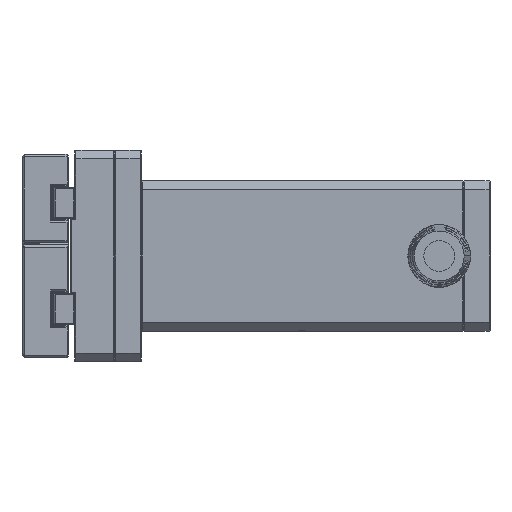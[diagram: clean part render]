
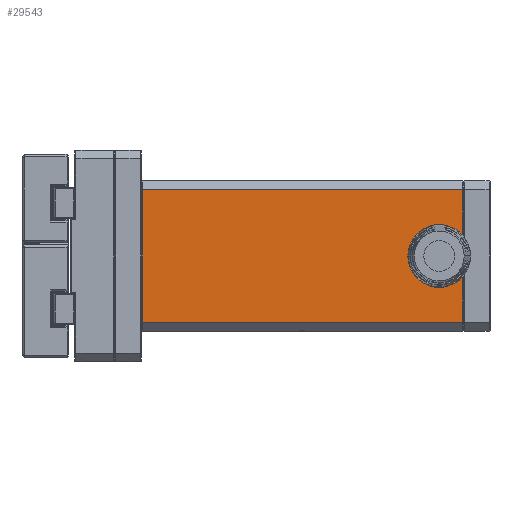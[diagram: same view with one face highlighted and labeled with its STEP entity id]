
A CAD part, left-side view. The second image highlights one B-rep face of the part: STEP entity #29543.
In plain terms, the highlighted planar face has unit normal (-1, 0, 0).
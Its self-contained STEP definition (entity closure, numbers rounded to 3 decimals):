
#108 = EDGE_CURVE ( 'NONE', #4857, #13274, #28758, .T. ) ;
#1505 = EDGE_CURVE ( 'NONE', #3783, #23684, #29378, .T. ) ;
#1520 = CARTESIAN_POINT ( 'NONE',  ( -22., 36.5, -15. ) ) ;
#1846 = DIRECTION ( 'NONE',  ( 1., 0., 0. ) ) ;
#1858 = EDGE_CURVE ( 'NONE', #9840, #3783, #21544, .T. ) ;
#3217 = AXIS2_PLACEMENT_3D ( 'NONE', #9068, #1846, #27222 ) ;
#3481 = EDGE_CURVE ( 'NONE', #13274, #9840, #28222, .T. ) ;
#3633 = LINE ( 'NONE', #1520, #18817 ) ;
#3783 = VERTEX_POINT ( 'NONE', #24570 ) ;
#3928 = DIRECTION ( 'NONE',  ( 0., 0., 1. ) ) ;
#4311 = CARTESIAN_POINT ( 'NONE',  ( -22., 36.5, -17. ) ) ;
#4857 = VERTEX_POINT ( 'NONE', #15328 ) ;
#5093 = ORIENTED_EDGE ( 'NONE', *, *, #21604, .T. ) ;
#5779 = DIRECTION ( 'NONE',  ( 0., 0., 1. ) ) ;
#6185 = CARTESIAN_POINT ( 'NONE',  ( -22., -36.3, -17. ) ) ;
#6964 = EDGE_CURVE ( 'NONE', #23684, #25770, #10709, .T. ) ;
#7624 = CARTESIAN_POINT ( 'NONE',  ( -22., 36.3, -15. ) ) ;
#7768 = ORIENTED_EDGE ( 'NONE', *, *, #1505, .T. ) ;
#8195 = CARTESIAN_POINT ( 'NONE',  ( -22., -36.3, -17. ) ) ;
#8498 = CARTESIAN_POINT ( 'NONE',  ( -22., 36.3, -15. ) ) ;
#8765 = VECTOR ( 'NONE', #29522, 1000. ) ;
#9068 = CARTESIAN_POINT ( 'NONE',  ( -22., -31., 0. ) ) ;
#9293 = VECTOR ( 'NONE', #3928, 1000. ) ;
#9328 = CARTESIAN_POINT ( 'NONE',  ( -22., 36.5, -4.7 ) ) ;
#9840 = VERTEX_POINT ( 'NONE', #21584 ) ;
#10609 = LINE ( 'NONE', #8498, #8765 ) ;
#10709 = LINE ( 'NONE', #6185, #9293 ) ;
#10773 = ORIENTED_EDGE ( 'NONE', *, *, #108, .T. ) ;
#12651 = CARTESIAN_POINT ( 'NONE',  ( -22., 36.5, 15. ) ) ;
#13205 = DIRECTION ( 'NONE',  ( 0., 0., -1. ) ) ;
#13274 = VERTEX_POINT ( 'NONE', #20403 ) ;
#14294 = CARTESIAN_POINT ( 'NONE',  ( -22., -36.3, 4.7 ) ) ;
#15119 = VECTOR ( 'NONE', #17858, 1000. ) ;
#15328 = CARTESIAN_POINT ( 'NONE',  ( -22., -36.3, -15. ) ) ;
#15769 = VECTOR ( 'NONE', #5779, 1000. ) ;
#15997 = VECTOR ( 'NONE', #23384, 1000. ) ;
#17275 = ORIENTED_EDGE ( 'NONE', *, *, #27239, .T. ) ;
#17332 = LINE ( 'NONE', #12651, #22885 ) ;
#17858 = DIRECTION ( 'NONE',  ( 0., -1., 0. ) ) ;
#17883 = DIRECTION ( 'NONE',  ( 1., 0., 0. ) ) ;
#18817 = VECTOR ( 'NONE', #19324, 1000. ) ;
#19324 = DIRECTION ( 'NONE',  ( 0., -1., 0. ) ) ;
#19902 = DIRECTION ( 'NONE',  ( 0., 1., 0. ) ) ;
#20403 = CARTESIAN_POINT ( 'NONE',  ( -22., -36.3, -4.7 ) ) ;
#20615 = EDGE_LOOP ( 'NONE', ( #7768, #23406, #5093, #21199, #17275, #10773, #24610, #26974 ) ) ;
#21199 = ORIENTED_EDGE ( 'NONE', *, *, #22572, .T. ) ;
#21544 = CIRCLE ( 'NONE', #3217, 4.7 ) ;
#21584 = CARTESIAN_POINT ( 'NONE',  ( -22., -31., -4.7 ) ) ;
#21604 = EDGE_CURVE ( 'NONE', #25770, #27200, #17332, .T. ) ;
#22154 = AXIS2_PLACEMENT_3D ( 'NONE', #4311, #17883, #13205 ) ;
#22572 = EDGE_CURVE ( 'NONE', #27200, #26643, #10609, .T. ) ;
#22885 = VECTOR ( 'NONE', #19902, 1000. ) ;
#23384 = DIRECTION ( 'NONE',  ( 0., 1., 0. ) ) ;
#23406 = ORIENTED_EDGE ( 'NONE', *, *, #6964, .T. ) ;
#23684 = VERTEX_POINT ( 'NONE', #14294 ) ;
#23874 = CARTESIAN_POINT ( 'NONE',  ( -22., 36.3, 15. ) ) ;
#24550 = FACE_OUTER_BOUND ( 'NONE', #20615, .T. ) ;
#24570 = CARTESIAN_POINT ( 'NONE',  ( -22., -31., 4.7 ) ) ;
#24610 = ORIENTED_EDGE ( 'NONE', *, *, #3481, .T. ) ;
#24677 = CARTESIAN_POINT ( 'NONE',  ( -22., -36.3, 15. ) ) ;
#25770 = VERTEX_POINT ( 'NONE', #24677 ) ;
#26643 = VERTEX_POINT ( 'NONE', #7624 ) ;
#26974 = ORIENTED_EDGE ( 'NONE', *, *, #1858, .T. ) ;
#27200 = VERTEX_POINT ( 'NONE', #23874 ) ;
#27222 = DIRECTION ( 'NONE',  ( 0., 0., -1. ) ) ;
#27239 = EDGE_CURVE ( 'NONE', #26643, #4857, #3633, .T. ) ;
#27700 = CARTESIAN_POINT ( 'NONE',  ( -22., 36.5, 4.7 ) ) ;
#28222 = LINE ( 'NONE', #9328, #15997 ) ;
#28758 = LINE ( 'NONE', #8195, #15769 ) ;
#29378 = LINE ( 'NONE', #27700, #15119 ) ;
#29522 = DIRECTION ( 'NONE',  ( 0., 0., -1. ) ) ;
#29543 = ADVANCED_FACE ( 'NONE', ( #24550 ), #29710, .F. ) ;
#29710 = PLANE ( 'NONE',  #22154 ) ;
